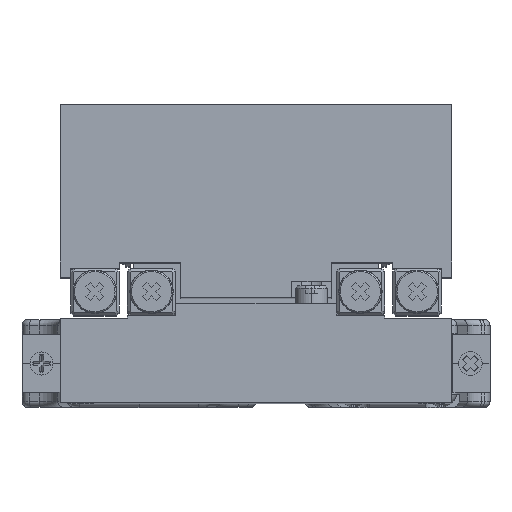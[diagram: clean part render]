
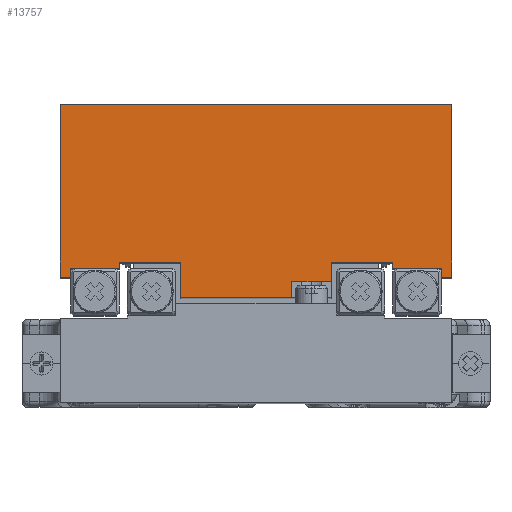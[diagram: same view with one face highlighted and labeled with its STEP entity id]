
A CAD part, top view. The second image highlights one B-rep face of the part: STEP entity #13757.
In plain terms, the highlighted planar face has unit normal (0, 0, 1).
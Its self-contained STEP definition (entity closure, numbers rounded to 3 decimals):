
#318 = EDGE_CURVE ( 'NONE', #13346, #5643, #20964, .T. ) ;
#746 = CARTESIAN_POINT ( 'NONE',  ( -33.5, -2.5, 50. ) ) ;
#1320 = EDGE_CURVE ( 'NONE', #34531, #10925, #7313, .T. ) ;
#1886 = CARTESIAN_POINT ( 'NONE',  ( 6.1, 60.449, 50. ) ) ;
#2299 = EDGE_CURVE ( 'NONE', #7828, #33327, #7576, .T. ) ;
#2543 = PLANE ( 'NONE',  #12009 ) ;
#2798 = CARTESIAN_POINT ( 'NONE',  ( -33.5, 0., 50. ) ) ;
#2876 = DIRECTION ( 'NONE',  ( 0., 1., 0. ) ) ;
#2932 = VERTEX_POINT ( 'NONE', #42402 ) ;
#3008 = CARTESIAN_POINT ( 'NONE',  ( -23.4, 0., 50. ) ) ;
#3292 = EDGE_CURVE ( 'NONE', #25597, #39559, #15577, .T. ) ;
#3808 = CARTESIAN_POINT ( 'NONE',  ( 12.9, -3.25, 50. ) ) ;
#4187 = CARTESIAN_POINT ( 'NONE',  ( -33.5, 27., 50. ) ) ;
#4667 = EDGE_CURVE ( 'NONE', #12546, #41297, #26444, .T. ) ;
#4836 = DIRECTION ( 'NONE',  ( 0., -1., 0. ) ) ;
#5643 = VERTEX_POINT ( 'NONE', #13563 ) ;
#5760 = ORIENTED_EDGE ( 'NONE', *, *, #1320, .T. ) ;
#5808 = DIRECTION ( 'NONE',  ( 1., 0., 0. ) ) ;
#5837 = EDGE_CURVE ( 'NONE', #26924, #38782, #41605, .T. ) ;
#6017 = ORIENTED_EDGE ( 'NONE', *, *, #25167, .T. ) ;
#6146 = CARTESIAN_POINT ( 'NONE',  ( 33.5, 27., 50. ) ) ;
#6434 = CARTESIAN_POINT ( 'NONE',  ( 23.4, -1., 50. ) ) ;
#6548 = DIRECTION ( 'NONE',  ( 1., 0., 0. ) ) ;
#6826 = CARTESIAN_POINT ( 'NONE',  ( -33.5, 27., 50. ) ) ;
#6965 = EDGE_CURVE ( 'NONE', #26924, #12546, #19893, .T. ) ;
#7098 = CARTESIAN_POINT ( 'NONE',  ( -31.7, -1., 50. ) ) ;
#7157 = CARTESIAN_POINT ( 'NONE',  ( -33.5, -2.5, 50. ) ) ;
#7231 = VECTOR ( 'NONE', #2876, 1000. ) ;
#7313 = LINE ( 'NONE', #28031, #37540 ) ;
#7576 = LINE ( 'NONE', #7926, #17484 ) ;
#7828 = VERTEX_POINT ( 'NONE', #8708 ) ;
#7926 = CARTESIAN_POINT ( 'NONE',  ( -33.5, -1., 50. ) ) ;
#8040 = CARTESIAN_POINT ( 'NONE',  ( 6.1, -3.25, 50. ) ) ;
#8325 = CARTESIAN_POINT ( 'NONE',  ( 12.9, -6., 50. ) ) ;
#8708 = CARTESIAN_POINT ( 'NONE',  ( -31.7, -1., 50. ) ) ;
#8754 = CARTESIAN_POINT ( 'NONE',  ( 12.9, 0., 50. ) ) ;
#8804 = CARTESIAN_POINT ( 'NONE',  ( 33.5, -2.5, 50. ) ) ;
#9884 = EDGE_CURVE ( 'NONE', #42742, #25597, #25265, .T. ) ;
#10248 = ORIENTED_EDGE ( 'NONE', *, *, #15015, .F. ) ;
#10530 = LINE ( 'NONE', #16153, #26721 ) ;
#10877 = ORIENTED_EDGE ( 'NONE', *, *, #5837, .F. ) ;
#10925 = VERTEX_POINT ( 'NONE', #16916 ) ;
#11871 = VECTOR ( 'NONE', #27544, 1000. ) ;
#11939 = CARTESIAN_POINT ( 'NONE',  ( -12.9, 0., 50. ) ) ;
#12009 = AXIS2_PLACEMENT_3D ( 'NONE', #13078, #36353, #42631 ) ;
#12020 = DIRECTION ( 'NONE',  ( 1., 0., 0. ) ) ;
#12546 = VERTEX_POINT ( 'NONE', #746 ) ;
#12601 = DIRECTION ( 'NONE',  ( 1., 0., 0. ) ) ;
#13078 = CARTESIAN_POINT ( 'NONE',  ( -33.5, 27., 50. ) ) ;
#13346 = VERTEX_POINT ( 'NONE', #22618 ) ;
#13563 = CARTESIAN_POINT ( 'NONE',  ( 6.1, -6., 50. ) ) ;
#13591 = LINE ( 'NONE', #6146, #41129 ) ;
#13757 = ADVANCED_FACE ( 'NONE', ( #36758 ), #2543, .F. ) ;
#14493 = DIRECTION ( 'NONE',  ( 1., 0., 0. ) ) ;
#14616 = ORIENTED_EDGE ( 'NONE', *, *, #4667, .T. ) ;
#14853 = EDGE_CURVE ( 'NONE', #38782, #39545, #13591, .T. ) ;
#15015 = EDGE_CURVE ( 'NONE', #42742, #19263, #28120, .T. ) ;
#15088 = EDGE_CURVE ( 'NONE', #10925, #13346, #17657, .T. ) ;
#15577 = LINE ( 'NONE', #2798, #32815 ) ;
#16153 = CARTESIAN_POINT ( 'NONE',  ( 33.5, -1., 50. ) ) ;
#16916 = CARTESIAN_POINT ( 'NONE',  ( -12.9, 0., 50. ) ) ;
#16969 = CARTESIAN_POINT ( 'NONE',  ( 23.4, 0., 50. ) ) ;
#17484 = VECTOR ( 'NONE', #28750, 1000. ) ;
#17504 = ORIENTED_EDGE ( 'NONE', *, *, #3292, .T. ) ;
#17657 = LINE ( 'NONE', #11939, #30169 ) ;
#18183 = EDGE_CURVE ( 'NONE', #41297, #7828, #19585, .T. ) ;
#18740 = ORIENTED_EDGE ( 'NONE', *, *, #39647, .T. ) ;
#19263 = VERTEX_POINT ( 'NONE', #8040 ) ;
#19368 = VECTOR ( 'NONE', #12020, 1000. ) ;
#19585 = LINE ( 'NONE', #7098, #23285 ) ;
#19893 = LINE ( 'NONE', #37198, #34511 ) ;
#20283 = ORIENTED_EDGE ( 'NONE', *, *, #37870, .T. ) ;
#20955 = DIRECTION ( 'NONE',  ( 0., 1., 0. ) ) ;
#20964 = LINE ( 'NONE', #38897, #35531 ) ;
#21015 = CARTESIAN_POINT ( 'NONE',  ( 6.1, -3.25, 50. ) ) ;
#21317 = DIRECTION ( 'NONE',  ( 0., -1., 0. ) ) ;
#21719 = CARTESIAN_POINT ( 'NONE',  ( -31.7, -2.5, 50. ) ) ;
#21821 = VECTOR ( 'NONE', #4836, 1000. ) ;
#22023 = LINE ( 'NONE', #8804, #19368 ) ;
#22618 = CARTESIAN_POINT ( 'NONE',  ( -12.9, -6., 50. ) ) ;
#22939 = DIRECTION ( 'NONE',  ( 0., -1., 0. ) ) ;
#23285 = VECTOR ( 'NONE', #20955, 1000. ) ;
#25167 = EDGE_CURVE ( 'NONE', #35481, #39545, #22023, .T. ) ;
#25265 = LINE ( 'NONE', #8325, #29356 ) ;
#25597 = VERTEX_POINT ( 'NONE', #8754 ) ;
#26042 = LINE ( 'NONE', #3008, #7231 ) ;
#26346 = DIRECTION ( 'NONE',  ( 0., -1., 0. ) ) ;
#26444 = LINE ( 'NONE', #7157, #43103 ) ;
#26721 = VECTOR ( 'NONE', #6548, 1000. ) ;
#26871 = EDGE_CURVE ( 'NONE', #29065, #2932, #10530, .T. ) ;
#26924 = VERTEX_POINT ( 'NONE', #6826 ) ;
#27200 = LINE ( 'NONE', #41418, #37645 ) ;
#27420 = DIRECTION ( 'NONE',  ( -1., 0., 0. ) ) ;
#27544 = DIRECTION ( 'NONE',  ( 1., 0., 0. ) ) ;
#28031 = CARTESIAN_POINT ( 'NONE',  ( -33.5, 0., 50. ) ) ;
#28037 = EDGE_LOOP ( 'NONE', ( #39491, #10248, #38382, #17504, #20283, #36950, #30604, #6017, #34184, #10877, #39111, #14616, #28762, #31364, #18740, #5760, #33326, #31413 ) ) ;
#28120 = LINE ( 'NONE', #21015, #43250 ) ;
#28614 = CARTESIAN_POINT ( 'NONE',  ( -23.4, -1., 50. ) ) ;
#28750 = DIRECTION ( 'NONE',  ( 1., 0., 0. ) ) ;
#28762 = ORIENTED_EDGE ( 'NONE', *, *, #18183, .T. ) ;
#28841 = CARTESIAN_POINT ( 'NONE',  ( 23.4, 0., 50. ) ) ;
#29065 = VERTEX_POINT ( 'NONE', #6434 ) ;
#29356 = VECTOR ( 'NONE', #41667, 1000. ) ;
#30169 = VECTOR ( 'NONE', #38738, 1000. ) ;
#30604 = ORIENTED_EDGE ( 'NONE', *, *, #35073, .T. ) ;
#31147 = DIRECTION ( 'NONE',  ( 0., -1., 0. ) ) ;
#31364 = ORIENTED_EDGE ( 'NONE', *, *, #2299, .T. ) ;
#31413 = ORIENTED_EDGE ( 'NONE', *, *, #318, .T. ) ;
#32480 = VECTOR ( 'NONE', #26346, 1000. ) ;
#32643 = EDGE_CURVE ( 'NONE', #19263, #5643, #39539, .T. ) ;
#32815 = VECTOR ( 'NONE', #39816, 1000. ) ;
#33326 = ORIENTED_EDGE ( 'NONE', *, *, #15088, .T. ) ;
#33327 = VERTEX_POINT ( 'NONE', #28614 ) ;
#34184 = ORIENTED_EDGE ( 'NONE', *, *, #14853, .F. ) ;
#34511 = VECTOR ( 'NONE', #21317, 1000. ) ;
#34531 = VERTEX_POINT ( 'NONE', #36171 ) ;
#35073 = EDGE_CURVE ( 'NONE', #2932, #35481, #27200, .T. ) ;
#35146 = CARTESIAN_POINT ( 'NONE',  ( 31.7, -2.5, 50. ) ) ;
#35481 = VERTEX_POINT ( 'NONE', #35146 ) ;
#35531 = VECTOR ( 'NONE', #5808, 1000. ) ;
#35542 = CARTESIAN_POINT ( 'NONE',  ( 33.5, -2.5, 50. ) ) ;
#36171 = CARTESIAN_POINT ( 'NONE',  ( -23.4, 0., 50. ) ) ;
#36353 = DIRECTION ( 'NONE',  ( 0., 0., -1. ) ) ;
#36758 = FACE_OUTER_BOUND ( 'NONE', #28037, .T. ) ;
#36950 = ORIENTED_EDGE ( 'NONE', *, *, #26871, .T. ) ;
#37198 = CARTESIAN_POINT ( 'NONE',  ( -33.5, 27., 50. ) ) ;
#37540 = VECTOR ( 'NONE', #14493, 1000. ) ;
#37547 = CARTESIAN_POINT ( 'NONE',  ( 33.5, 27., 50. ) ) ;
#37645 = VECTOR ( 'NONE', #31147, 1000. ) ;
#37870 = EDGE_CURVE ( 'NONE', #39559, #29065, #41280, .T. ) ;
#38382 = ORIENTED_EDGE ( 'NONE', *, *, #9884, .T. ) ;
#38738 = DIRECTION ( 'NONE',  ( 0., -1., 0. ) ) ;
#38782 = VERTEX_POINT ( 'NONE', #37547 ) ;
#38897 = CARTESIAN_POINT ( 'NONE',  ( -12.9, -6., 50. ) ) ;
#39111 = ORIENTED_EDGE ( 'NONE', *, *, #6965, .T. ) ;
#39491 = ORIENTED_EDGE ( 'NONE', *, *, #32643, .F. ) ;
#39539 = LINE ( 'NONE', #1886, #21821 ) ;
#39545 = VERTEX_POINT ( 'NONE', #35542 ) ;
#39559 = VERTEX_POINT ( 'NONE', #28841 ) ;
#39647 = EDGE_CURVE ( 'NONE', #33327, #34531, #26042, .T. ) ;
#39816 = DIRECTION ( 'NONE',  ( 1., 0., 0. ) ) ;
#41129 = VECTOR ( 'NONE', #22939, 1000. ) ;
#41280 = LINE ( 'NONE', #16969, #32480 ) ;
#41297 = VERTEX_POINT ( 'NONE', #21719 ) ;
#41418 = CARTESIAN_POINT ( 'NONE',  ( 31.7, -1., 50. ) ) ;
#41605 = LINE ( 'NONE', #4187, #11871 ) ;
#41667 = DIRECTION ( 'NONE',  ( 0., 1., 0. ) ) ;
#42402 = CARTESIAN_POINT ( 'NONE',  ( 31.7, -1., 50. ) ) ;
#42631 = DIRECTION ( 'NONE',  ( -1., 0., 0. ) ) ;
#42742 = VERTEX_POINT ( 'NONE', #3808 ) ;
#43103 = VECTOR ( 'NONE', #12601, 1000. ) ;
#43250 = VECTOR ( 'NONE', #27420, 1000. ) ;
